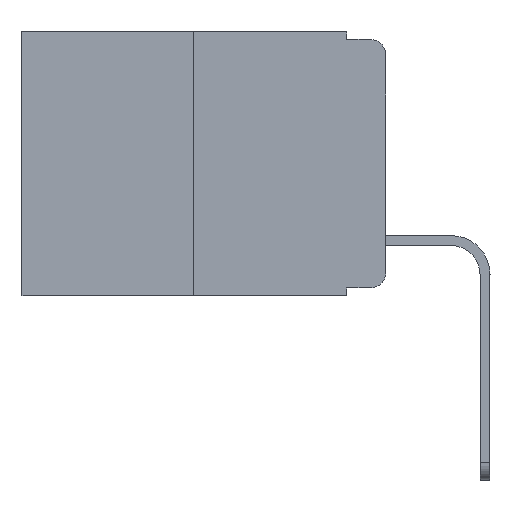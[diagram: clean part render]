
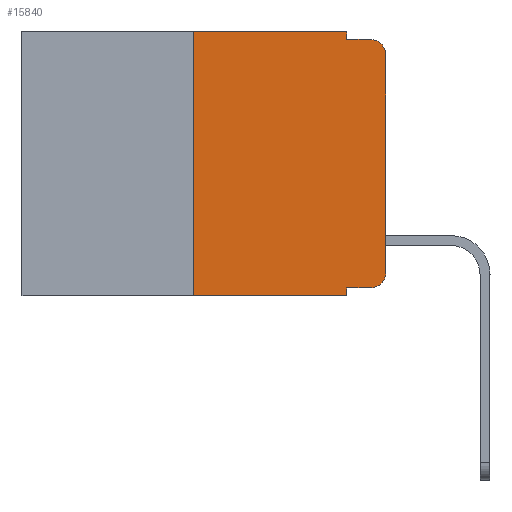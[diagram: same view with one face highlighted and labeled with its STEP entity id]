
A CAD part, left-side view. The second image highlights one B-rep face of the part: STEP entity #15840.
In plain terms, the highlighted planar face has unit normal (-1, 0, 0).
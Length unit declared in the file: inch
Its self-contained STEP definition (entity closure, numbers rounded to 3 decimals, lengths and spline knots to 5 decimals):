
#696 = EDGE_CURVE ( 'NONE', #11707, #6073, #8235, .T. ) ;
#1015 = LINE ( 'NONE', #17905, #17495 ) ;
#1216 = VECTOR ( 'NONE', #2870, 39.37008 ) ;
#1344 = CARTESIAN_POINT ( 'NONE',  ( 0., 0.25, 0. ) ) ;
#1415 = DIRECTION ( 'NONE',  ( 0., 0., 1. ) ) ;
#1476 = CARTESIAN_POINT ( 'NONE',  ( 0., 0., 0. ) ) ;
#1527 = CARTESIAN_POINT ( 'NONE',  ( 0., 0.02, -0.333 ) ) ;
#2086 = LINE ( 'NONE', #16614, #11719 ) ;
#2191 = VECTOR ( 'NONE', #5311, 39.37008 ) ;
#2870 = DIRECTION ( 'NONE',  ( 0., 0., 1. ) ) ;
#3402 = CARTESIAN_POINT ( 'NONE',  ( 0., 0.051, -0.333 ) ) ;
#3794 = DIRECTION ( 'NONE',  ( 0., -1., 0. ) ) ;
#4149 = CARTESIAN_POINT ( 'NONE',  ( 0., 0.25, 0. ) ) ;
#4358 = ORIENTED_EDGE ( 'NONE', *, *, #696, .F. ) ;
#4393 = PLANE ( 'NONE',  #8310 ) ;
#4405 = VECTOR ( 'NONE', #6798, 39.37008 ) ;
#4519 = VERTEX_POINT ( 'NONE', #4149 ) ;
#4522 = ORIENTED_EDGE ( 'NONE', *, *, #14958, .T. ) ;
#4643 = AXIS2_PLACEMENT_3D ( 'NONE', #7680, #9079, #17568 ) ;
#4842 = LINE ( 'NONE', #5118, #2191 ) ;
#4981 = EDGE_CURVE ( 'NONE', #17641, #11707, #4842, .T. ) ;
#5057 = EDGE_CURVE ( 'NONE', #14039, #12185, #16056, .T. ) ;
#5118 = CARTESIAN_POINT ( 'NONE',  ( 0., 0.051, 0. ) ) ;
#5270 = ORIENTED_EDGE ( 'NONE', *, *, #13839, .T. ) ;
#5311 = DIRECTION ( 'NONE',  ( 0., 0., -1. ) ) ;
#5360 = CARTESIAN_POINT ( 'NONE',  ( 0., 0.473, -0.343 ) ) ;
#5367 = CARTESIAN_POINT ( 'NONE',  ( 0., 0.051, -0.01 ) ) ;
#5491 = DIRECTION ( 'NONE',  ( 0., 0., -1. ) ) ;
#5732 = ORIENTED_EDGE ( 'NONE', *, *, #10389, .F. ) ;
#5743 = DIRECTION ( 'NONE',  ( 0., 0., -1. ) ) ;
#6073 = VERTEX_POINT ( 'NONE', #13393 ) ;
#6679 = DIRECTION ( 'NONE',  ( 0., -1., 0. ) ) ;
#6798 = DIRECTION ( 'NONE',  ( 0., -1., 0. ) ) ;
#6873 = ORIENTED_EDGE ( 'NONE', *, *, #16981, .F. ) ;
#7680 = CARTESIAN_POINT ( 'NONE',  ( 0., 0.02, -0.313 ) ) ;
#7864 = DIRECTION ( 'NONE',  ( 0., 0., -1. ) ) ;
#8037 = LINE ( 'NONE', #1344, #1216 ) ;
#8235 = LINE ( 'NONE', #5367, #16354 ) ;
#8310 = AXIS2_PLACEMENT_3D ( 'NONE', #15440, #9712, #5743 ) ;
#8350 = CARTESIAN_POINT ( 'NONE',  ( 0., 0.473, 0. ) ) ;
#8556 = CARTESIAN_POINT ( 'NONE',  ( 0., 0.051, 0. ) ) ;
#8578 = VERTEX_POINT ( 'NONE', #12340 ) ;
#9079 = DIRECTION ( 'NONE',  ( -1., 0., 0. ) ) ;
#9085 = VERTEX_POINT ( 'NONE', #14857 ) ;
#9265 = CARTESIAN_POINT ( 'NONE',  ( 0., 0.02, -0.03 ) ) ;
#9480 = LINE ( 'NONE', #8350, #14747 ) ;
#9712 = DIRECTION ( 'NONE',  ( 1., 0., 0. ) ) ;
#10389 = EDGE_CURVE ( 'NONE', #4519, #17641, #9480, .T. ) ;
#10669 = AXIS2_PLACEMENT_3D ( 'NONE', #9265, #12127, #7864 ) ;
#11172 = CARTESIAN_POINT ( 'NONE',  ( 0., 0.25, -0.343 ) ) ;
#11251 = CARTESIAN_POINT ( 'NONE',  ( 0., 0.051, -0.343 ) ) ;
#11262 = LINE ( 'NONE', #1476, #11688 ) ;
#11688 = VECTOR ( 'NONE', #1415, 39.37008 ) ;
#11707 = VERTEX_POINT ( 'NONE', #12789 ) ;
#11719 = VECTOR ( 'NONE', #5491, 39.37008 ) ;
#12127 = DIRECTION ( 'NONE',  ( -1., 0., 0. ) ) ;
#12185 = VERTEX_POINT ( 'NONE', #11251 ) ;
#12212 = VERTEX_POINT ( 'NONE', #1527 ) ;
#12340 = CARTESIAN_POINT ( 'NONE',  ( 0., 0., -0.313 ) ) ;
#12789 = CARTESIAN_POINT ( 'NONE',  ( 0., 0.051, -0.01 ) ) ;
#13393 = CARTESIAN_POINT ( 'NONE',  ( 0., 0.02, -0.01 ) ) ;
#13448 = CIRCLE ( 'NONE', #10669, 0.02 ) ;
#13609 = ORIENTED_EDGE ( 'NONE', *, *, #17946, .T. ) ;
#13839 = EDGE_CURVE ( 'NONE', #17313, #12212, #1015, .T. ) ;
#14018 = EDGE_CURVE ( 'NONE', #17313, #12185, #2086, .T. ) ;
#14039 = VERTEX_POINT ( 'NONE', #11172 ) ;
#14347 = FACE_OUTER_BOUND ( 'NONE', #15289, .T. ) ;
#14602 = EDGE_CURVE ( 'NONE', #8578, #9085, #11262, .T. ) ;
#14747 = VECTOR ( 'NONE', #18178, 39.37008 ) ;
#14805 = CIRCLE ( 'NONE', #4643, 0.02 ) ;
#14857 = CARTESIAN_POINT ( 'NONE',  ( 0., 0., -0.03 ) ) ;
#14958 = EDGE_CURVE ( 'NONE', #12212, #8578, #14805, .T. ) ;
#15289 = EDGE_LOOP ( 'NONE', ( #15369, #13609, #4358, #17958, #5732, #6873, #16902, #15948, #5270, #4522 ) ) ;
#15369 = ORIENTED_EDGE ( 'NONE', *, *, #14602, .T. ) ;
#15440 = CARTESIAN_POINT ( 'NONE',  ( 0., 0.473, 0. ) ) ;
#15840 = ADVANCED_FACE ( 'NONE', ( #14347 ), #4393, .F. ) ;
#15948 = ORIENTED_EDGE ( 'NONE', *, *, #14018, .F. ) ;
#16056 = LINE ( 'NONE', #5360, #4405 ) ;
#16354 = VECTOR ( 'NONE', #6679, 39.37008 ) ;
#16614 = CARTESIAN_POINT ( 'NONE',  ( 0., 0.051, 0. ) ) ;
#16902 = ORIENTED_EDGE ( 'NONE', *, *, #5057, .T. ) ;
#16981 = EDGE_CURVE ( 'NONE', #14039, #4519, #8037, .T. ) ;
#17313 = VERTEX_POINT ( 'NONE', #3402 ) ;
#17495 = VECTOR ( 'NONE', #3794, 39.37008 ) ;
#17568 = DIRECTION ( 'NONE',  ( 0., 0., -1. ) ) ;
#17641 = VERTEX_POINT ( 'NONE', #8556 ) ;
#17905 = CARTESIAN_POINT ( 'NONE',  ( 0., 0.051, -0.333 ) ) ;
#17946 = EDGE_CURVE ( 'NONE', #9085, #6073, #13448, .T. ) ;
#17958 = ORIENTED_EDGE ( 'NONE', *, *, #4981, .F. ) ;
#18178 = DIRECTION ( 'NONE',  ( 0., -1., 0. ) ) ;
